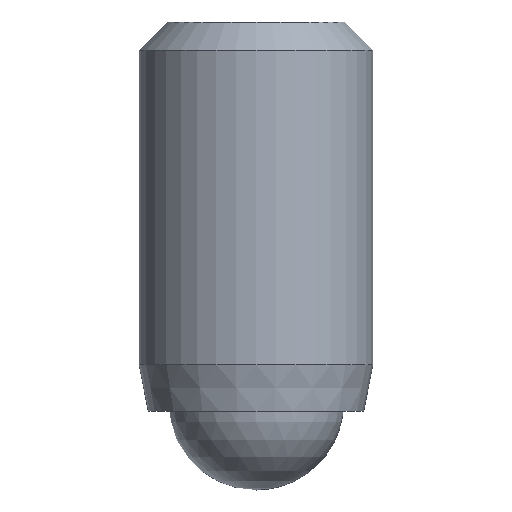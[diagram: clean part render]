
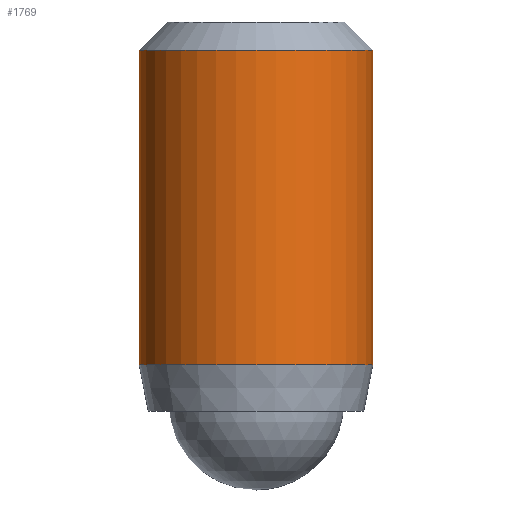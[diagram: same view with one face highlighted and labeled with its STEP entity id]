
A CAD part, front view. The second image highlights one B-rep face of the part: STEP entity #1769.
In plain terms, the highlighted cylindrical face has radius 3.175 mm (diameter 6.35 mm), a partial arc.
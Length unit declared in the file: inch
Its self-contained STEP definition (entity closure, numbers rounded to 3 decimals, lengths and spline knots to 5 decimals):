
#61 = VECTOR ( 'NONE', #64, 39.37008 ) ;
#64 = DIRECTION ( 'NONE',  ( 0., 0., 1. ) ) ;
#92 = VECTOR ( 'NONE', #1166, 39.37008 ) ;
#165 = EDGE_LOOP ( 'NONE', ( #559, #1144, #1608, #854 ) ) ;
#213 = VERTEX_POINT ( 'NONE', #543 ) ;
#220 = CARTESIAN_POINT ( 'NONE',  ( 0.50857, -0.24177, 0.16985 ) ) ;
#250 = EDGE_CURVE ( 'NONE', #213, #1426, #1131, .T. ) ;
#350 = CARTESIAN_POINT ( 'NONE',  ( 0.38357, -0.24177, 0.13985 ) ) ;
#433 = CARTESIAN_POINT ( 'NONE',  ( 0.50857, -0.24177, -0.19615 ) ) ;
#437 = LINE ( 'NONE', #907, #61 ) ;
#447 = EDGE_CURVE ( 'NONE', #213, #1123, #437, .T. ) ;
#496 = DIRECTION ( 'NONE',  ( 0., 0., 1. ) ) ;
#543 = CARTESIAN_POINT ( 'NONE',  ( 0.25857, -0.24177, -0.19615 ) ) ;
#559 = ORIENTED_EDGE ( 'NONE', *, *, #447, .F. ) ;
#766 = CARTESIAN_POINT ( 'NONE',  ( 0.38357, -0.24177, 0.16985 ) ) ;
#782 = CARTESIAN_POINT ( 'NONE',  ( 0.50857, -0.24177, 0.13985 ) ) ;
#854 = ORIENTED_EDGE ( 'NONE', *, *, #1635, .F. ) ;
#863 = EDGE_CURVE ( 'NONE', #1426, #1124, #956, .T. ) ;
#907 = CARTESIAN_POINT ( 'NONE',  ( 0.25857, -0.24177, 0.16985 ) ) ;
#914 = AXIS2_PLACEMENT_3D ( 'NONE', #350, #496, #1323 ) ;
#956 = LINE ( 'NONE', #220, #92 ) ;
#970 = AXIS2_PLACEMENT_3D ( 'NONE', #1540, #1670, #1677 ) ;
#1123 = VERTEX_POINT ( 'NONE', #1707 ) ;
#1124 = VERTEX_POINT ( 'NONE', #782 ) ;
#1131 = CIRCLE ( 'NONE', #970, 0.125 ) ;
#1144 = ORIENTED_EDGE ( 'NONE', *, *, #250, .T. ) ;
#1166 = DIRECTION ( 'NONE',  ( 0., 0., 1. ) ) ;
#1184 = FACE_OUTER_BOUND ( 'NONE', #165, .T. ) ;
#1205 = DIRECTION ( 'NONE',  ( 1., 0., 0. ) ) ;
#1213 = CYLINDRICAL_SURFACE ( 'NONE', #1657, 0.125 ) ;
#1323 = DIRECTION ( 'NONE',  ( 1., 0., 0. ) ) ;
#1426 = VERTEX_POINT ( 'NONE', #433 ) ;
#1463 = DIRECTION ( 'NONE',  ( 0., 0., 1. ) ) ;
#1540 = CARTESIAN_POINT ( 'NONE',  ( 0.38357, -0.24177, -0.19615 ) ) ;
#1608 = ORIENTED_EDGE ( 'NONE', *, *, #863, .T. ) ;
#1635 = EDGE_CURVE ( 'NONE', #1123, #1124, #1664, .T. ) ;
#1657 = AXIS2_PLACEMENT_3D ( 'NONE', #766, #1463, #1205 ) ;
#1664 = CIRCLE ( 'NONE', #914, 0.125 ) ;
#1670 = DIRECTION ( 'NONE',  ( 0., 0., 1. ) ) ;
#1677 = DIRECTION ( 'NONE',  ( 1., 0., 0. ) ) ;
#1707 = CARTESIAN_POINT ( 'NONE',  ( 0.25857, -0.24177, 0.13985 ) ) ;
#1769 = ADVANCED_FACE ( 'NONE', ( #1184 ), #1213, .T. ) ;
